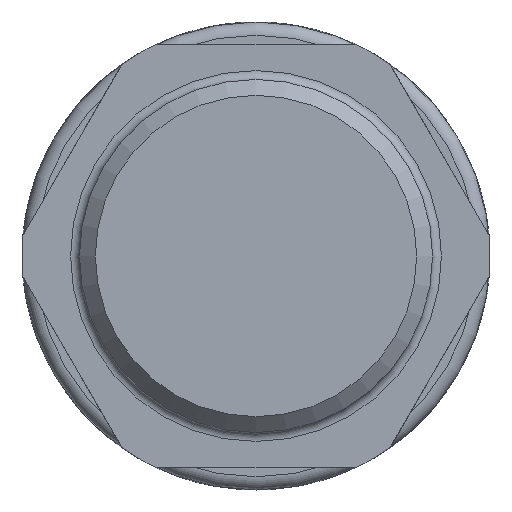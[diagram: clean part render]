
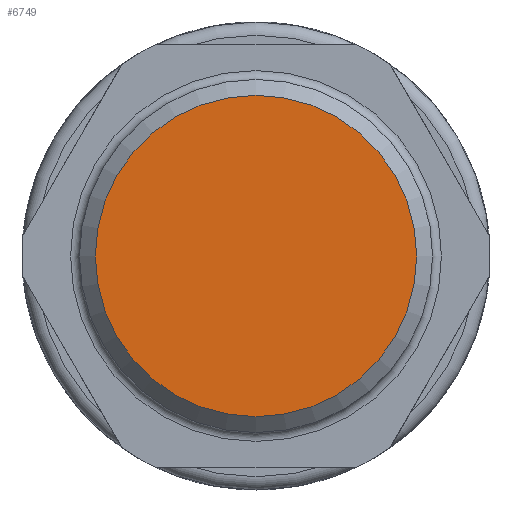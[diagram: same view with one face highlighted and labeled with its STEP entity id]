
A CAD part, left-side view. The second image highlights one B-rep face of the part: STEP entity #6749.
In plain terms, the highlighted planar face has unit normal (-1, 0, 0).
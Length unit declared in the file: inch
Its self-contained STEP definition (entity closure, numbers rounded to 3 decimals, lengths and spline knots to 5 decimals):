
#1126=FACE_OUTER_BOUND('',#1496,.T.);
#1496=EDGE_LOOP('',(#4264,#4265));
#1878=CIRCLE('',#7173,0.35827);
#1879=CIRCLE('',#7174,0.35827);
#2403=VERTEX_POINT('',#10228);
#2404=VERTEX_POINT('',#10229);
#3141=EDGE_CURVE('',#2403,#2404,#1878,.T.);
#3142=EDGE_CURVE('',#2404,#2403,#1879,.T.);
#4264=ORIENTED_EDGE('',*,*,#3141,.T.);
#4265=ORIENTED_EDGE('',*,*,#3142,.T.);
#6302=PLANE('',#7175);
#6749=ADVANCED_FACE('',(#1126),#6302,.T.);
#7173=AXIS2_PLACEMENT_3D('',#10230,#8126,#8127);
#7174=AXIS2_PLACEMENT_3D('',#10231,#8128,#8129);
#7175=AXIS2_PLACEMENT_3D('',#10233,#8131,#8132);
#8126=DIRECTION('center_axis',(-1.,0.,0.));
#8127=DIRECTION('ref_axis',(0.,0.,
-1.));
#8128=DIRECTION('center_axis',(-1.,0.,0.));
#8129=DIRECTION('ref_axis',(0.,0.,
-1.));
#8131=DIRECTION('center_axis',(-1.,0.,0.));
#8132=DIRECTION('ref_axis',(0.,0.,
-1.));
#10228=CARTESIAN_POINT('',(-0.59055,0.,0.35827));
#10229=CARTESIAN_POINT('',(-0.59055,0.,-0.35827));
#10230=CARTESIAN_POINT('Origin',(-0.59055,0.,
0.));
#10231=CARTESIAN_POINT('Origin',(-0.59055,0.,
0.));
#10233=CARTESIAN_POINT('Origin',(-0.59055,0.,
0.25591));
